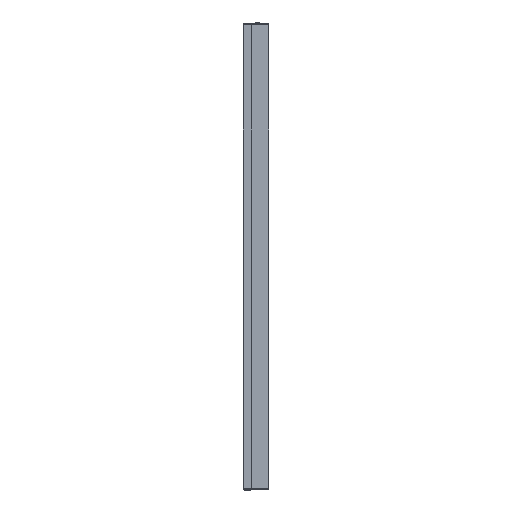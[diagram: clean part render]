
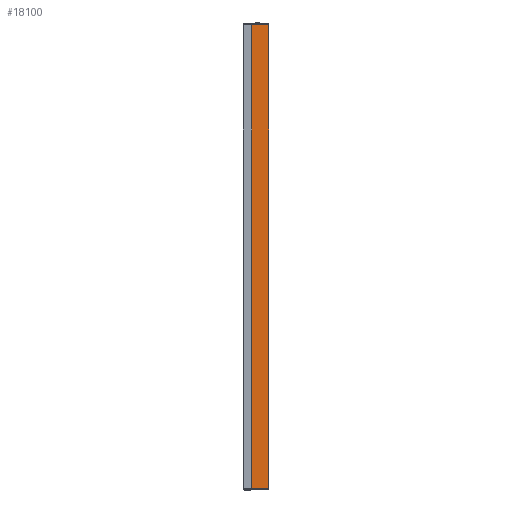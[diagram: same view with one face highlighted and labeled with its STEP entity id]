
A CAD part, left-side view. The second image highlights one B-rep face of the part: STEP entity #18100.
In plain terms, the highlighted face is planar.
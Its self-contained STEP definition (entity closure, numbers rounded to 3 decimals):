
#1001 = CARTESIAN_POINT ( 'NONE',  ( 6.75, 0.3, -417. ) ) ;
#1666 = DIRECTION ( 'NONE',  ( 0., 0., 1. ) ) ;
#3187 = VECTOR ( 'NONE', #54748, 1000. ) ;
#4870 = DIRECTION ( 'NONE',  ( 0., -1., 0. ) ) ;
#9460 = LINE ( 'NONE', #44159, #33214 ) ;
#11988 = AXIS2_PLACEMENT_3D ( 'NONE', #40406, #22501, #4870 ) ;
#12465 = ORIENTED_EDGE ( 'NONE', *, *, #30078, .T. ) ;
#14388 = ORIENTED_EDGE ( 'NONE', *, *, #30420, .F. ) ;
#18100 = ADVANCED_FACE ( 'NONE', ( #52937 ), #44121, .F. ) ;
#18315 = ORIENTED_EDGE ( 'NONE', *, *, #53341, .T. ) ;
#18455 = CARTESIAN_POINT ( 'NONE',  ( 6.75, 30.925, 417. ) ) ;
#18987 = CARTESIAN_POINT ( 'NONE',  ( 6.75, 0.3, 417. ) ) ;
#19821 = LINE ( 'NONE', #32911, #32237 ) ;
#22501 = DIRECTION ( 'NONE',  ( -1., 0., 0. ) ) ;
#23243 = CARTESIAN_POINT ( 'NONE',  ( 6.75, 30.925, -417. ) ) ;
#23822 = VERTEX_POINT ( 'NONE', #52076 ) ;
#29111 = VERTEX_POINT ( 'NONE', #1001 ) ;
#29947 = VERTEX_POINT ( 'NONE', #23243 ) ;
#30078 = EDGE_CURVE ( 'NONE', #48544, #29111, #19821, .T. ) ;
#30366 = ORIENTED_EDGE ( 'NONE', *, *, #44306, .T. ) ;
#30420 = EDGE_CURVE ( 'NONE', #48544, #23822, #54472, .T. ) ;
#31691 = VECTOR ( 'NONE', #1666, 1000. ) ;
#32237 = VECTOR ( 'NONE', #50832, 1000. ) ;
#32911 = CARTESIAN_POINT ( 'NONE',  ( 6.75, 0.3, 417. ) ) ;
#32985 = EDGE_LOOP ( 'NONE', ( #14388, #12465, #18315, #30366 ) ) ;
#33214 = VECTOR ( 'NONE', #35625, 1000. ) ;
#35625 = DIRECTION ( 'NONE',  ( 0., 1., 0. ) ) ;
#40406 = CARTESIAN_POINT ( 'NONE',  ( 6.75, 0., 417. ) ) ;
#44121 = PLANE ( 'NONE',  #11988 ) ;
#44159 = CARTESIAN_POINT ( 'NONE',  ( 6.75, 0., -417. ) ) ;
#44306 = EDGE_CURVE ( 'NONE', #29947, #23822, #52883, .T. ) ;
#48544 = VERTEX_POINT ( 'NONE', #18987 ) ;
#50832 = DIRECTION ( 'NONE',  ( 0., 0., -1. ) ) ;
#52076 = CARTESIAN_POINT ( 'NONE',  ( 6.75, 30.925, 417. ) ) ;
#52883 = LINE ( 'NONE', #18455, #31691 ) ;
#52937 = FACE_OUTER_BOUND ( 'NONE', #32985, .T. ) ;
#53341 = EDGE_CURVE ( 'NONE', #29111, #29947, #9460, .T. ) ;
#54184 = CARTESIAN_POINT ( 'NONE',  ( 6.75, 0., 417. ) ) ;
#54472 = LINE ( 'NONE', #54184, #3187 ) ;
#54748 = DIRECTION ( 'NONE',  ( 0., 1., 0. ) ) ;
